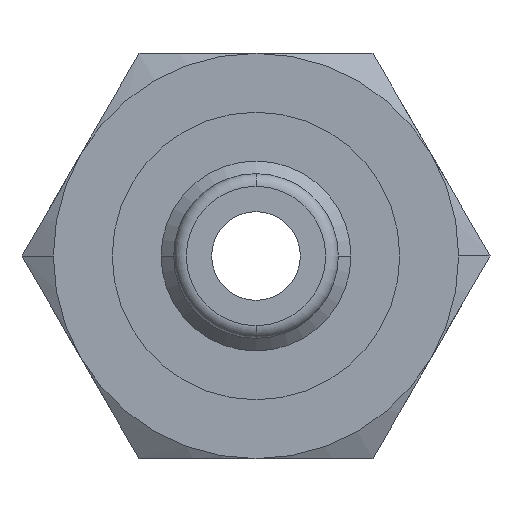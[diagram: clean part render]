
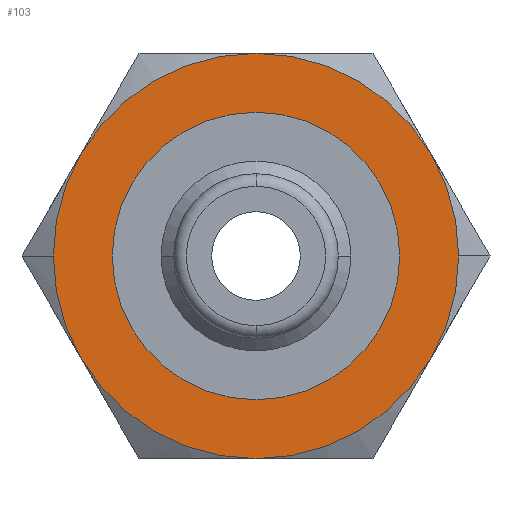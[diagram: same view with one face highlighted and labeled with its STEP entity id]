
A CAD part, front view. The second image highlights one B-rep face of the part: STEP entity #103.
In plain terms, the highlighted planar face has unit normal (0, -1, 0).
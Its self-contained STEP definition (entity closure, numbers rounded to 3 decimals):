
#103=ADVANCED_FACE('',(#237,#238),#239,.T.);
#237=FACE_OUTER_BOUND('',#402,.T.);
#238=FACE_BOUND('',#403,.T.);
#239=PLANE('',#404);
#402=EDGE_LOOP('',(#632,#633,#634,#635,#636,#637,#638,#639));
#403=EDGE_LOOP('',(#640,#641));
#404=AXIS2_PLACEMENT_3D('',#642,#643,#644);
#632=ORIENTED_EDGE('',*,*,#971,.F.);
#633=ORIENTED_EDGE('',*,*,#1004,.F.);
#634=ORIENTED_EDGE('',*,*,#1005,.F.);
#635=ORIENTED_EDGE('',*,*,#990,.F.);
#636=ORIENTED_EDGE('',*,*,#942,.F.);
#637=ORIENTED_EDGE('',*,*,#1006,.F.);
#638=ORIENTED_EDGE('',*,*,#960,.F.);
#639=ORIENTED_EDGE('',*,*,#1007,.F.);
#640=ORIENTED_EDGE('',*,*,#1008,.F.);
#641=ORIENTED_EDGE('',*,*,#1009,.F.);
#642=CARTESIAN_POINT('',(8.0,32.5,0.0));
#643=DIRECTION('',(-0.0,-1.0,-0.0));
#644=DIRECTION('',(-1.0,0.0,0.0));
#942=EDGE_CURVE('',#1103,#1101,#1105,.T.);
#960=EDGE_CURVE('',#1134,#1131,#1136,.T.);
#971=EDGE_CURVE('',#1153,#1150,#1155,.T.);
#990=EDGE_CURVE('',#1101,#1138,#1182,.T.);
#1004=EDGE_CURVE('',#1184,#1153,#1203,.T.);
#1005=EDGE_CURVE('',#1138,#1184,#1204,.T.);
#1006=EDGE_CURVE('',#1131,#1103,#1205,.T.);
#1007=EDGE_CURVE('',#1150,#1134,#1206,.T.);
#1008=EDGE_CURVE('',#1207,#1208,#1209,.T.);
#1009=EDGE_CURVE('',#1208,#1207,#1210,.T.);
#1101=VERTEX_POINT('',#1324);
#1103=VERTEX_POINT('',#1327);
#1105=CIRCLE('',#1340,16.0);
#1131=VERTEX_POINT('',#1370);
#1134=VERTEX_POINT('',#1384);
#1136=CIRCLE('',#1397,16.0);
#1138=VERTEX_POINT('',#1399);
#1150=VERTEX_POINT('',#1457);
#1153=VERTEX_POINT('',#1461);
#1155=CIRCLE('',#1474,16.0);
#1182=CIRCLE('',#1509,16.0);
#1184=VERTEX_POINT('',#1511);
#1203=CIRCLE('',#1610,16.0);
#1204=CIRCLE('',#1611,16.0);
#1205=CIRCLE('',#1612,16.0);
#1206=CIRCLE('',#1613,16.0);
#1207=VERTEX_POINT('',#1614);
#1208=VERTEX_POINT('',#1615);
#1209=CIRCLE('',#1616,11.35);
#1210=CIRCLE('',#1617,11.35);
#1324=CARTESIAN_POINT('',(-16.0,32.5,0.));
#1327=CARTESIAN_POINT('',(-13.856,32.5,-8.));
#1340=AXIS2_PLACEMENT_3D('',#1842,#1843,#1844);
#1370=CARTESIAN_POINT('',(0.0,32.5,-16.0));
#1384=CARTESIAN_POINT('',(13.856,32.5,-8.0));
#1397=AXIS2_PLACEMENT_3D('',#1870,#1871,#1872);
#1399=CARTESIAN_POINT('',(-13.856,32.5,8.));
#1457=CARTESIAN_POINT('',(16.0,32.5,0.));
#1461=CARTESIAN_POINT('',(13.856,32.5,8.0));
#1474=AXIS2_PLACEMENT_3D('',#1876,#1877,#1878);
#1509=AXIS2_PLACEMENT_3D('',#1902,#1903,#1904);
#1511=CARTESIAN_POINT('',(0.,32.5,16.0));
#1610=AXIS2_PLACEMENT_3D('',#1908,#1909,#1910);
#1611=AXIS2_PLACEMENT_3D('',#1911,#1912,#1913);
#1612=AXIS2_PLACEMENT_3D('',#1914,#1915,#1916);
#1613=AXIS2_PLACEMENT_3D('',#1917,#1918,#1919);
#1614=CARTESIAN_POINT('',(-11.35,32.5,0.));
#1615=CARTESIAN_POINT('',(11.35,32.5,0.));
#1616=AXIS2_PLACEMENT_3D('',#1920,#1921,#1922);
#1617=AXIS2_PLACEMENT_3D('',#1923,#1924,#1925);
#1842=CARTESIAN_POINT('',(0.0,32.5,0.0));
#1843=DIRECTION('',(-0.0,1.0,0.0));
#1844=DIRECTION('',(1.0,0.0,0.0));
#1870=CARTESIAN_POINT('',(0.0,32.5,0.0));
#1871=DIRECTION('',(-0.0,1.0,0.0));
#1872=DIRECTION('',(1.0,0.0,0.0));
#1876=CARTESIAN_POINT('',(0.0,32.5,0.0));
#1877=DIRECTION('',(-0.0,1.0,0.0));
#1878=DIRECTION('',(1.0,0.0,0.0));
#1902=CARTESIAN_POINT('',(0.0,32.5,0.0));
#1903=DIRECTION('',(-0.0,1.0,0.0));
#1904=DIRECTION('',(1.0,0.0,0.0));
#1908=CARTESIAN_POINT('',(0.0,32.5,0.0));
#1909=DIRECTION('',(-0.0,1.0,0.0));
#1910=DIRECTION('',(1.0,0.0,0.0));
#1911=CARTESIAN_POINT('',(0.0,32.5,0.0));
#1912=DIRECTION('',(-0.0,1.0,0.0));
#1913=DIRECTION('',(1.0,0.0,0.0));
#1914=CARTESIAN_POINT('',(0.0,32.5,0.0));
#1915=DIRECTION('',(-0.0,1.0,0.0));
#1916=DIRECTION('',(1.0,0.0,0.0));
#1917=CARTESIAN_POINT('',(0.0,32.5,0.0));
#1918=DIRECTION('',(-0.0,1.0,0.0));
#1919=DIRECTION('',(1.0,0.0,0.0));
#1920=CARTESIAN_POINT('',(0.0,32.5,0.0));
#1921=DIRECTION('',(0.0,-1.0,0.0));
#1922=DIRECTION('',(1.0,0.0,0.0));
#1923=CARTESIAN_POINT('',(0.0,32.5,0.0));
#1924=DIRECTION('',(0.0,-1.0,0.0));
#1925=DIRECTION('',(1.0,0.0,0.0));
